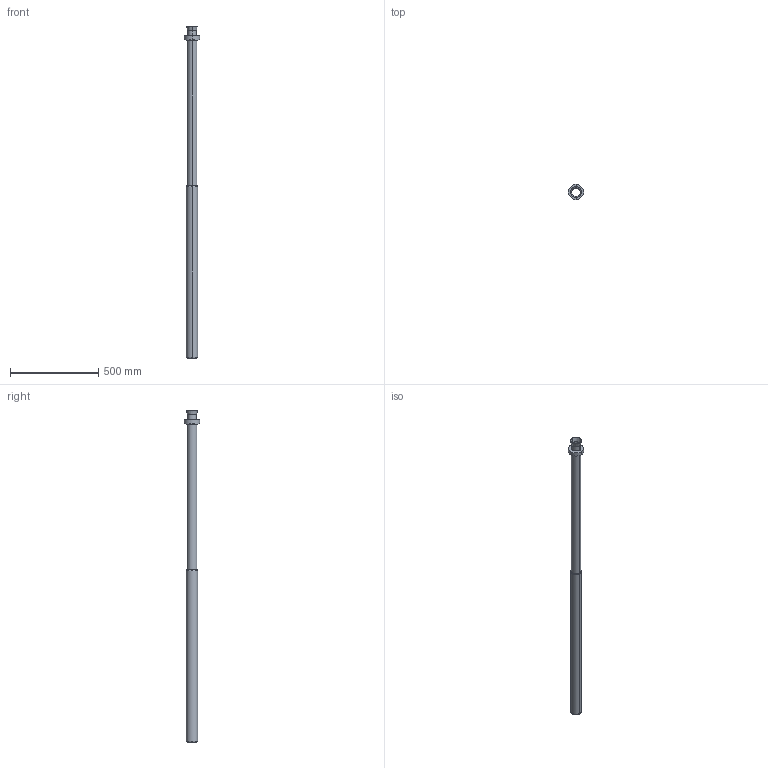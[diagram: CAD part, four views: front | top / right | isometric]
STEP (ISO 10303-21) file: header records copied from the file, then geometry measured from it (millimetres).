
FILE_DESCRIPTION(/* description */ ('STEP AP242','CAx-IF Rec.Pracs.---Representation and Presentation of Product Manufacturing Information (PMI)---4.0---2014-10-13','CAx-IF Rec.Pracs.---3D Tessellated Geometry---0.4---2014-09-14','2;1'),/* implementation_level */ '2;1');
FILE_NAME(/* name */ '624af43dee17357a4b2e73b6',/* time_stamp */ '2022-04-04T13:35:58+00:00',/* author */ (''),/* organization */ (''),/* preprocessor_version */ 'ST-DEVELOPER v18.101',/* originating_system */ ' ',/* authorisation */ ' ');
FILE_SCHEMA (('AP242_MANAGED_MODEL_BASED_3D_ENGINEERING_MIM_LF { 1 0 10303 442 1 1 4 }'));
Length unit declared in the file: metre
Products named in the file (5): zpre; lindsay; control rod <1>; stainless
Assembly tree (4 placements, depth 3):
  zpre
    lindsay
    control rod <1>
      stainless
      stainless
Bounding box: 86.43 x 86.43 x 1877.05 mm (x, y, z)
Volume: 1724706.5 mm3; surface area: 1355088.9 mm2
Topology: 3 solids, 3 shells, 48 faces, 126 edges, 84 vertices
Faces by surface type: cylinder 20, plane 14, torus 10, cone 4
Full cylindrical faces by diameter (mm): 50.8 x1, 61.722 x1
Entity records: 1629 total; most frequent: DIRECTION 294, CARTESIAN_POINT 261, ORIENTED_EDGE 248, EDGE_CURVE 124, AXIS2_PLACEMENT_3D 117, VERTEX_POINT 84, CIRCLE 64, LINE 60
